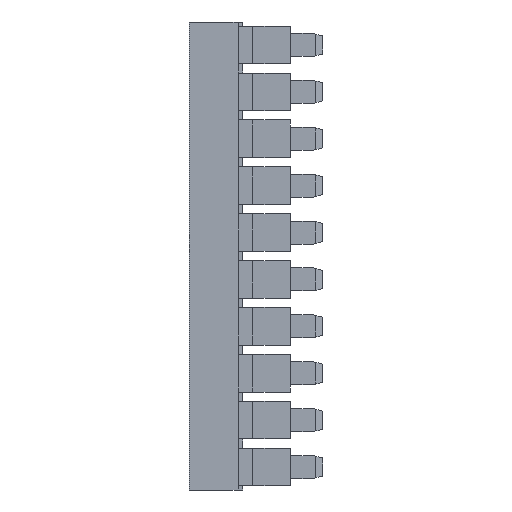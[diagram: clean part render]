
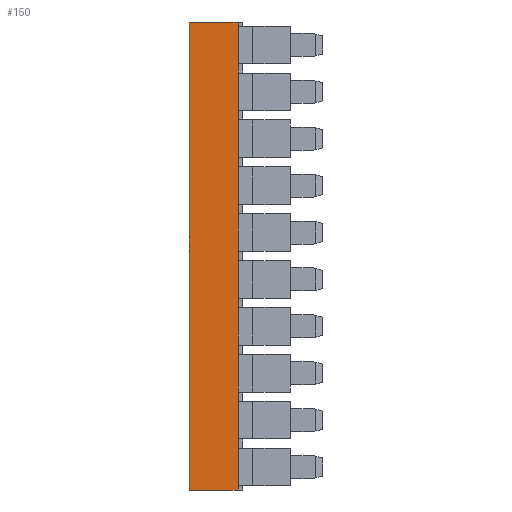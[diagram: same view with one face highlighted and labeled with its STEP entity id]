
A CAD part, left-side view. The second image highlights one B-rep face of the part: STEP entity #150.
In plain terms, the highlighted planar face has unit normal (-1, 0, 0).
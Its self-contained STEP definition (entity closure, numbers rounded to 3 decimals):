
#150=ADVANCED_FACE('',(#589),#370,.F.);
#370=PLANE('',#4551);
#589=FACE_OUTER_BOUND('',#801,.T.);
#801=EDGE_LOOP('',(#1219,#1220,#1221,#1222));
#1219=ORIENTED_EDGE('',*,*,#2819,.F.);
#1220=ORIENTED_EDGE('',*,*,#2818,.F.);
#1221=ORIENTED_EDGE('',*,*,#2820,.F.);
#1222=ORIENTED_EDGE('',*,*,#2733,.F.);
#2297=VERTEX_POINT('',#5944);
#2298=VERTEX_POINT('',#5945);
#2375=VERTEX_POINT('',#6108);
#2378=VERTEX_POINT('',#6113);
#2733=EDGE_CURVE('',#2297,#2298,#3355,.T.);
#2818=EDGE_CURVE('',#2378,#2375,#3440,.T.);
#2819=EDGE_CURVE('',#2375,#2297,#3441,.T.);
#2820=EDGE_CURVE('',#2298,#2378,#3442,.T.);
#3355=LINE('',#5943,#3971);
#3440=LINE('',#6114,#4056);
#3441=LINE('',#6116,#4057);
#3442=LINE('',#6117,#4058);
#3971=VECTOR('',#4854,1.);
#4056=VECTOR('',#4947,1.);
#4057=VECTOR('',#4950,1.);
#4058=VECTOR('',#4951,1.);
#4551=AXIS2_PLACEMENT_3D('',#6118,#4952,#4953);
#4854=DIRECTION('',(0.,0.,-1.));
#4947=DIRECTION('',(0.,0.,1.));
#4950=DIRECTION('',(0.,-1.,0.));
#4951=DIRECTION('',(0.,1.,0.));
#4952=DIRECTION('',(1.,0.,0.));
#4953=DIRECTION('',(0.,0.,-1.));
#5943=CARTESIAN_POINT('',(-2.,15.7,-28.399));
#5944=CARTESIAN_POINT('',(-2.,15.7,7.6));
#5945=CARTESIAN_POINT('',(-2.,15.7,-43.299));
#6108=CARTESIAN_POINT('',(-2.,21.,7.6));
#6113=CARTESIAN_POINT('',(-2.,21.,-43.299));
#6114=CARTESIAN_POINT('',(-2.,21.,-37.899));
#6116=CARTESIAN_POINT('',(-2.,0.,7.6));
#6117=CARTESIAN_POINT('',(-2.,0.,-43.299));
#6118=CARTESIAN_POINT('',(-2.,0.,-35.699));
